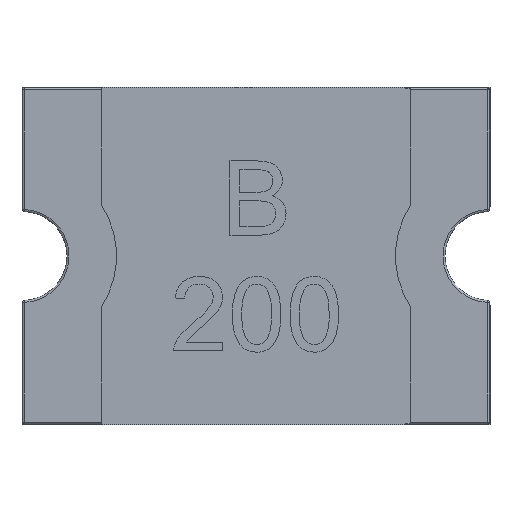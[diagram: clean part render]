
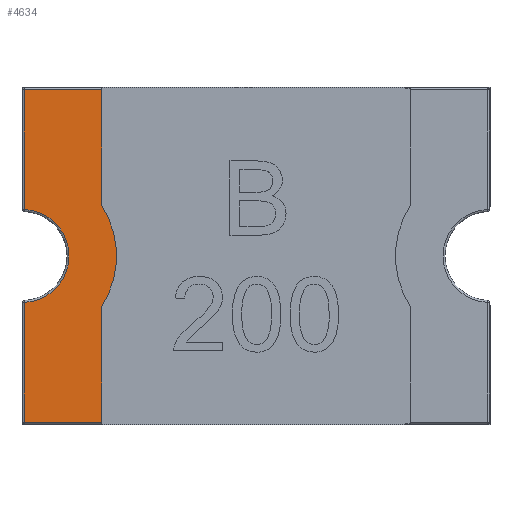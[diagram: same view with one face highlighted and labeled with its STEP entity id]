
A CAD part, top view. The second image highlights one B-rep face of the part: STEP entity #4634.
In plain terms, the highlighted planar face has unit normal (0, 0, 1).
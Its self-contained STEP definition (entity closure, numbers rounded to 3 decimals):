
#580=FACE_OUTER_BOUND('',#869,.T.);
#869=EDGE_LOOP('',(#3872,#3873,#3874,#3875,#3876,#3877,#3878,#3879));
#1028=LINE('',#6145,#1439);
#1211=LINE('',#8283,#1622);
#1280=LINE('',#8452,#1691);
#1281=LINE('',#8453,#1692);
#1282=LINE('',#8455,#1693);
#1283=LINE('',#8456,#1694);
#1439=VECTOR('',#5154,1000.);
#1622=VECTOR('',#5443,1000.);
#1691=VECTOR('',#5576,1000.);
#1692=VECTOR('',#5577,1000.);
#1693=VECTOR('',#5578,1000.);
#1694=VECTOR('',#5579,1000.);
#1836=CIRCLE('',#4835,0.47);
#1861=CIRCLE('',#4883,0.95);
#1946=VERTEX_POINT('',#6142);
#1947=VERTEX_POINT('',#6144);
#2161=VERTEX_POINT('',#8175);
#2162=VERTEX_POINT('',#8176);
#2208=VERTEX_POINT('',#8280);
#2209=VERTEX_POINT('',#8282);
#2277=VERTEX_POINT('',#8451);
#2278=VERTEX_POINT('',#8454);
#2391=EDGE_CURVE('',#1947,#1946,#1028,.T.);
#2707=EDGE_CURVE('',#2161,#2162,#1836,.T.);
#2759=EDGE_CURVE('',#2209,#2208,#1211,.T.);
#2844=EDGE_CURVE('',#2208,#1947,#1861,.T.);
#2845=EDGE_CURVE('',#1946,#2277,#1280,.T.);
#2846=EDGE_CURVE('',#2277,#2161,#1281,.T.);
#2847=EDGE_CURVE('',#2162,#2278,#1282,.T.);
#2848=EDGE_CURVE('',#2278,#2209,#1283,.T.);
#3872=ORIENTED_EDGE('',*,*,#2391,.T.);
#3873=ORIENTED_EDGE('',*,*,#2845,.T.);
#3874=ORIENTED_EDGE('',*,*,#2846,.T.);
#3875=ORIENTED_EDGE('',*,*,#2707,.T.);
#3876=ORIENTED_EDGE('',*,*,#2847,.T.);
#3877=ORIENTED_EDGE('',*,*,#2848,.T.);
#3878=ORIENTED_EDGE('',*,*,#2759,.T.);
#3879=ORIENTED_EDGE('',*,*,#2844,.T.);
#4414=PLANE('',#4884);
#4634=ADVANCED_FACE('',(#580),#4414,.T.);
#4835=AXIS2_PLACEMENT_3D('',#8177,#5366,#5367);
#4883=AXIS2_PLACEMENT_3D('',#8449,#5572,#5573);
#4884=AXIS2_PLACEMENT_3D('',#8450,#5574,#5575);
#5154=DIRECTION('',(0.,1.,0.));
#5366=DIRECTION('center_axis',(0.,0.,-1.));
#5367=DIRECTION('ref_axis',(1.,0.,0.));
#5443=DIRECTION('',(0.,1.,0.));
#5572=DIRECTION('center_axis',(0.,0.,1.));
#5573=DIRECTION('ref_axis',(1.,0.,0.));
#5574=DIRECTION('center_axis',(0.,0.,1.));
#5575=DIRECTION('ref_axis',(1.,0.,0.));
#5576=DIRECTION('',(-1.,0.,0.));
#5577=DIRECTION('',(0.,-1.,0.));
#5578=DIRECTION('',(0.,-1.,0.));
#5579=DIRECTION('',(1.,0.,0.));
#6142=CARTESIAN_POINT('',(-1.56,1.68,0.48));
#6144=CARTESIAN_POINT('',(-1.56,0.512,0.48));
#6145=CARTESIAN_POINT('',(-1.56,0.512,0.48));
#8175=CARTESIAN_POINT('',(-2.34,0.47,0.48));
#8176=CARTESIAN_POINT('',(-2.34,-0.47,0.48));
#8177=CARTESIAN_POINT('Origin',(-2.36,0.,0.48));
#8280=CARTESIAN_POINT('',(-1.56,-0.512,0.48));
#8282=CARTESIAN_POINT('',(-1.56,-1.68,0.48));
#8283=CARTESIAN_POINT('',(-1.56,-1.7,0.48));
#8449=CARTESIAN_POINT('Origin',(-2.36,0.,0.48));
#8450=CARTESIAN_POINT('Origin',(-2.36,0.,0.48));
#8451=CARTESIAN_POINT('',(-2.34,1.68,0.48));
#8452=CARTESIAN_POINT('',(-2.34,1.68,0.48));
#8453=CARTESIAN_POINT('',(-2.34,0.45,0.48));
#8454=CARTESIAN_POINT('',(-2.34,-1.68,0.48));
#8455=CARTESIAN_POINT('',(-2.34,-1.7,0.48));
#8456=CARTESIAN_POINT('',(-1.56,-1.68,0.48));
